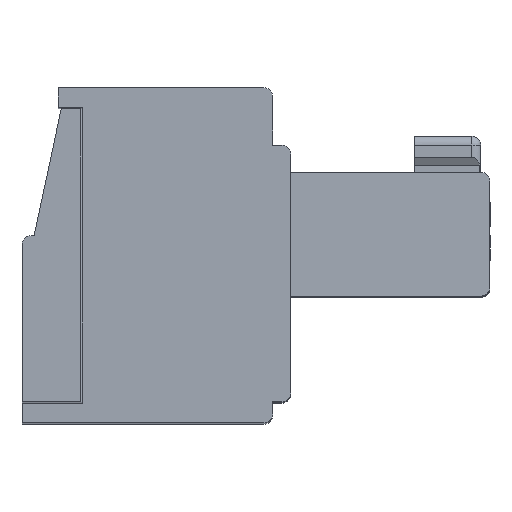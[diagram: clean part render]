
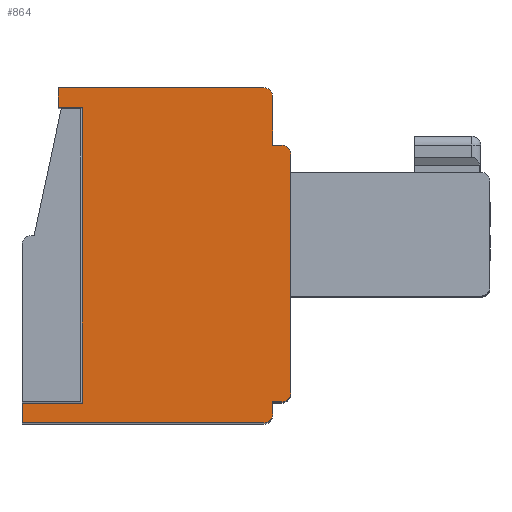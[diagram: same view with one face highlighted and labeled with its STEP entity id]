
A CAD part, top view. The second image highlights one B-rep face of the part: STEP entity #864.
In plain terms, the highlighted planar face has unit normal (0, 0, 1).
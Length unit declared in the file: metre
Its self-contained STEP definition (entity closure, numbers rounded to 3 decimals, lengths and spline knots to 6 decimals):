
#864=ADVANCED_FACE('',(#2126),#2127,.F.);
#2126=FACE_OUTER_BOUND('',#3834,.T.);
#2127=PLANE('',#3835);
#3834=EDGE_LOOP('',(#6330,#6331,#6332,#6333,#6334,#6335,#6336,#6337,#6338,#6339,#6340,#6341,#6342,#6343,#6344,#6345));
#3835=AXIS2_PLACEMENT_3D('',#6346,#6347,#6348);
#6330=ORIENTED_EDGE('',*,*,#10614,.T.);
#6331=ORIENTED_EDGE('',*,*,#10615,.T.);
#6332=ORIENTED_EDGE('',*,*,#10616,.T.);
#6333=ORIENTED_EDGE('',*,*,#10603,.T.);
#6334=ORIENTED_EDGE('',*,*,#10617,.T.);
#6335=ORIENTED_EDGE('',*,*,#10618,.F.);
#6336=ORIENTED_EDGE('',*,*,#10619,.T.);
#6337=ORIENTED_EDGE('',*,*,#10620,.T.);
#6338=ORIENTED_EDGE('',*,*,#10621,.T.);
#6339=ORIENTED_EDGE('',*,*,#10622,.T.);
#6340=ORIENTED_EDGE('',*,*,#10623,.T.);
#6341=ORIENTED_EDGE('',*,*,#10624,.T.);
#6342=ORIENTED_EDGE('',*,*,#10625,.T.);
#6343=ORIENTED_EDGE('',*,*,#10626,.F.);
#6344=ORIENTED_EDGE('',*,*,#10627,.T.);
#6345=ORIENTED_EDGE('',*,*,#10628,.T.);
#6346=CARTESIAN_POINT('',(0.013673,0.00851,0.018648));
#6347=DIRECTION('',(0.,0.,-1.0));
#6348=DIRECTION('',(0.0,-1.0,0.));
#10603=EDGE_CURVE('',#12895,#12893,#12896,.T.);
#10614=EDGE_CURVE('',#12912,#12913,#12914,.T.);
#10615=EDGE_CURVE('',#12913,#12915,#12916,.T.);
#10616=EDGE_CURVE('',#12915,#12895,#12917,.T.);
#10617=EDGE_CURVE('',#12893,#12918,#12919,.T.);
#10618=EDGE_CURVE('',#12920,#12918,#12921,.T.);
#10619=EDGE_CURVE('',#12920,#12922,#12923,.T.);
#10620=EDGE_CURVE('',#12922,#12924,#12925,.T.);
#10621=EDGE_CURVE('',#12924,#12926,#12927,.T.);
#10622=EDGE_CURVE('',#12926,#12928,#12929,.T.);
#10623=EDGE_CURVE('',#12928,#12930,#12931,.T.);
#10624=EDGE_CURVE('',#12930,#12932,#12933,.T.);
#10625=EDGE_CURVE('',#12932,#12934,#12935,.T.);
#10626=EDGE_CURVE('',#12936,#12934,#12937,.T.);
#10627=EDGE_CURVE('',#12936,#12938,#12939,.T.);
#10628=EDGE_CURVE('',#12938,#12912,#12940,.T.);
#12893=VERTEX_POINT('',#16315);
#12895=VERTEX_POINT('',#16318);
#12896=LINE('',#16319,#16320);
#12912=VERTEX_POINT('',#16340);
#12913=VERTEX_POINT('',#16341);
#12914=LINE('',#16342,#16343);
#12915=VERTEX_POINT('',#16344);
#12916=CIRCLE('',#16345,0.0003);
#12917=LINE('',#16346,#16347);
#12918=VERTEX_POINT('',#16348);
#12919=CIRCLE('',#16349,0.0003);
#12920=VERTEX_POINT('',#16350);
#12921=LINE('',#16351,#16352);
#12922=VERTEX_POINT('',#16353);
#12923=CIRCLE('',#16354,0.0003);
#12924=VERTEX_POINT('',#16355);
#12925=LINE('',#16356,#16357);
#12926=VERTEX_POINT('',#16358);
#12927=LINE('',#16359,#16360);
#12928=VERTEX_POINT('',#16361);
#12929=CIRCLE('',#16362,0.0003);
#12930=VERTEX_POINT('',#16363);
#12931=LINE('',#16364,#16365);
#12932=VERTEX_POINT('',#16366);
#12933=LINE('',#16367,#16368);
#12934=VERTEX_POINT('',#16369);
#12935=LINE('',#16370,#16371);
#12936=VERTEX_POINT('',#16372);
#12937=LINE('',#16373,#16374);
#12938=VERTEX_POINT('',#16375);
#12939=LINE('',#16376,#16377);
#12940=LINE('',#16378,#16379);
#16315=CARTESIAN_POINT('',(0.007073,0.00121,0.018648));
#16318=CARTESIAN_POINT('',(0.006773,0.00121,0.018648));
#16319=CARTESIAN_POINT('',(0.013673,0.00121,0.018648));
#16320=VECTOR('',#19501,1.0);
#16340=CARTESIAN_POINT('',(-0.001527,0.00051,0.018648));
#16341=CARTESIAN_POINT('',(0.006473,0.00051,0.018648));
#16342=CARTESIAN_POINT('',(0.013673,0.00051,0.018648));
#16343=VECTOR('',#19515,1.0);
#16344=CARTESIAN_POINT('',(0.006773,0.00081,0.018648));
#16345=AXIS2_PLACEMENT_3D('',#19516,#19517,#19518);
#16346=CARTESIAN_POINT('',(0.006773,0.00851,0.018648));
#16347=VECTOR('',#19519,1.0);
#16348=CARTESIAN_POINT('',(0.007373,0.00151,0.018648));
#16349=AXIS2_PLACEMENT_3D('',#19520,#19521,#19522);
#16350=CARTESIAN_POINT('',(0.007373,0.00941,0.018648));
#16351=CARTESIAN_POINT('',(0.007373,0.00941,0.018648));
#16352=VECTOR('',#19523,1.0);
#16353=CARTESIAN_POINT('',(0.007073,0.00971,0.018648));
#16354=AXIS2_PLACEMENT_3D('',#19524,#19525,#19526);
#16355=CARTESIAN_POINT('',(0.006773,0.00971,0.018648));
#16356=CARTESIAN_POINT('',(0.006773,0.00971,0.018648));
#16357=VECTOR('',#19527,1.0);
#16358=CARTESIAN_POINT('',(0.006773,0.01131,0.018648));
#16359=CARTESIAN_POINT('',(0.006773,0.00851,0.018648));
#16360=VECTOR('',#19528,1.0);
#16361=CARTESIAN_POINT('',(0.006473,0.01161,0.018648));
#16362=AXIS2_PLACEMENT_3D('',#19529,#19530,#19531);
#16363=CARTESIAN_POINT('',(-0.000327,0.01161,0.018648));
#16364=CARTESIAN_POINT('',(0.013673,0.01161,0.018648));
#16365=VECTOR('',#19532,1.0);
#16366=CARTESIAN_POINT('',(-0.000327,0.01096,0.018648));
#16367=CARTESIAN_POINT('',(-0.000327,0.00851,0.018648));
#16368=VECTOR('',#19533,1.0);
#16369=CARTESIAN_POINT('',(0.000473,0.01096,0.018648));
#16370=CARTESIAN_POINT('',(0.013673,0.01096,0.018648));
#16371=VECTOR('',#19534,1.0);
#16372=CARTESIAN_POINT('',(0.000473,0.00116,0.018648));
#16373=CARTESIAN_POINT('',(0.000473,0.00116,0.018648));
#16374=VECTOR('',#19535,1.0);
#16375=CARTESIAN_POINT('',(-0.001527,0.00116,0.018648));
#16376=CARTESIAN_POINT('',(0.013673,0.00116,0.018648));
#16377=VECTOR('',#19536,1.0);
#16378=CARTESIAN_POINT('',(-0.001527,0.00851,0.018648));
#16379=VECTOR('',#19537,1.0);
#19501=DIRECTION('',(1.0,0.,0.));
#19515=DIRECTION('',(1.0,0.,0.));
#19516=CARTESIAN_POINT('',(0.006473,0.00081,0.018648));
#19517=DIRECTION('',(0.,0.,1.0));
#19518=DIRECTION('',(-1.0,0.,0.));
#19519=DIRECTION('',(0.,1.0,0.));
#19520=CARTESIAN_POINT('',(0.007073,0.00151,0.018648));
#19521=DIRECTION('',(0.,0.,1.0));
#19522=DIRECTION('',(-1.0,0.,0.));
#19523=DIRECTION('',(0.,-1.0,0.0));
#19524=CARTESIAN_POINT('',(0.007073,0.00941,0.018648));
#19525=DIRECTION('',(0.,0.,1.0));
#19526=DIRECTION('',(-1.0,0.0,0.));
#19527=DIRECTION('',(-1.0,0.,0.));
#19528=DIRECTION('',(0.,1.0,0.));
#19529=CARTESIAN_POINT('',(0.006473,0.01131,0.018648));
#19530=DIRECTION('',(0.,0.,1.0));
#19531=DIRECTION('',(-1.0,0.,0.));
#19532=DIRECTION('',(-1.0,0.,0.));
#19533=DIRECTION('',(0.,-1.0,0.));
#19534=DIRECTION('',(1.0,0.,0.));
#19535=DIRECTION('',(0.,1.0,0.0));
#19536=DIRECTION('',(-1.0,0.,0.));
#19537=DIRECTION('',(0.,-1.0,0.));
